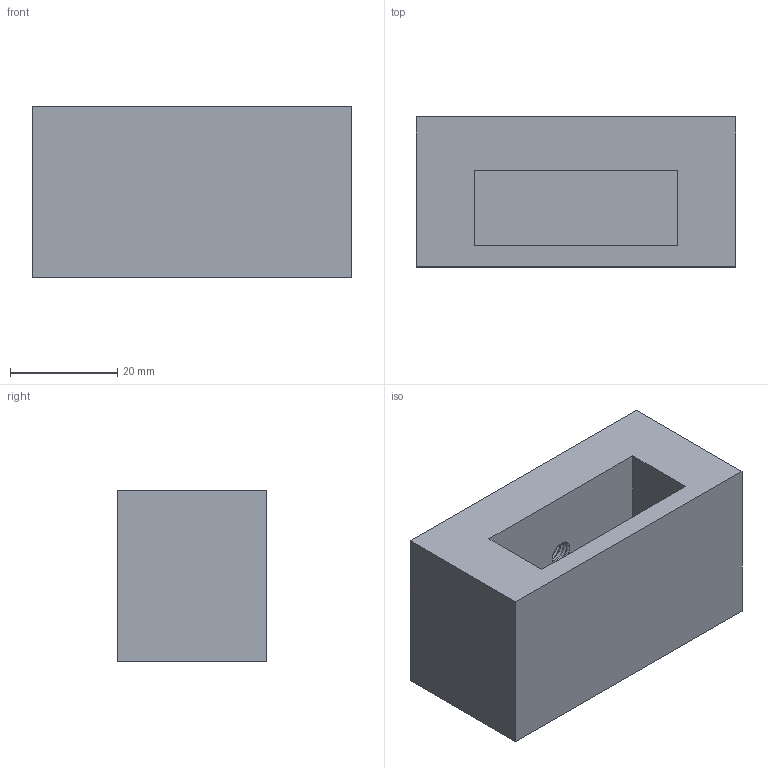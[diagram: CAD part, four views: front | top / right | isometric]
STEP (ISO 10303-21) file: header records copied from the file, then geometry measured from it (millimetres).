
FILE_DESCRIPTION(/* description */ (''),/* implementation_level */ '2;1');
FILE_NAME(/* name */ 'holder seek v7.step',/* time_stamp */ '2021-12-02T17:35:21-05:00',/* author */ (''),/* organization */ (''),/* preprocessor_version */ 'ST-DEVELOPER v18.1',/* originating_system */ 'Autodesk Translation Framework v10.10.0.1391',/* authorisation */ '');
FILE_SCHEMA (('AUTOMOTIVE_DESIGN { 1 0 10303 214 3 1 1 }'));
Length unit declared in the file: millimetre
Products named in the file (2): holder seek; holder
Assembly tree (1 placements, depth 2):
  holder seek
    holder
Bounding box: 59.71 x 28 x 32 mm (x, y, z)
Volume: 37748.7 mm3; surface area: 12288.9 mm2
Topology: 1 solids, 1 shells, 41 faces, 114 edges, 76 vertices
Faces by surface type: cylinder 28, plane 11, bspline 2
Full cylindrical faces by diameter (mm): 4.234 x8, 4.529 x1, 5.12 x2
Entity records: 3049 total; most frequent: CARTESIAN_POINT 2050, ORIENTED_EDGE 228, DIRECTION 146, EDGE_CURVE 114, VERTEX_POINT 76, B_SPLINE_CURVE_WITH_KNOTS 58, LINE 50, VECTOR 50
